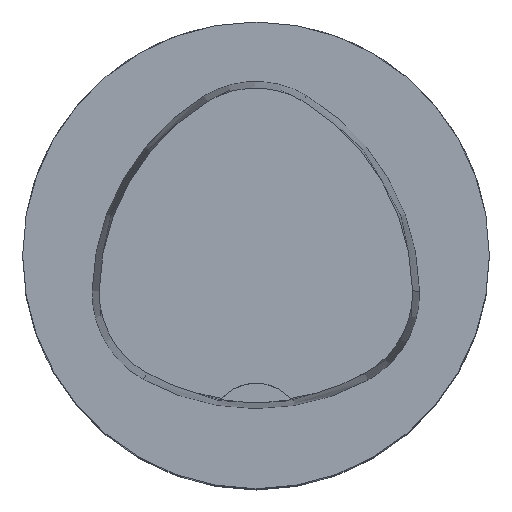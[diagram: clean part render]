
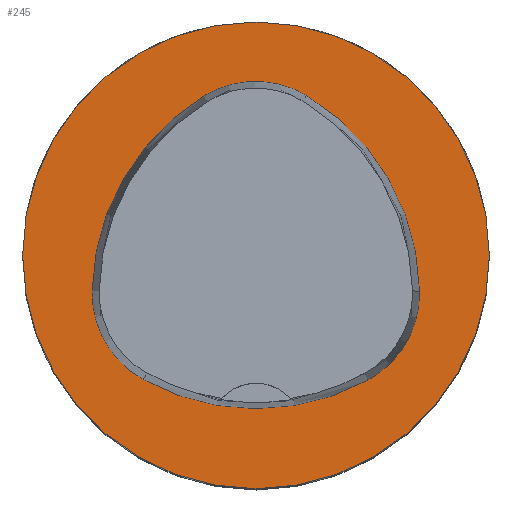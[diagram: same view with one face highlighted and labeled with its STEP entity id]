
A CAD part, top view. The second image highlights one B-rep face of the part: STEP entity #245.
In plain terms, the highlighted planar face has unit normal (0, 0, 1).
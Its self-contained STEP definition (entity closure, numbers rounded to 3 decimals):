
#209=PLANE('',#686);
#245=ADVANCED_FACE('',(#294,#295),#209,.T.);
#294=FACE_BOUND('',#338,.T.);
#295=FACE_BOUND('',#339,.T.);
#338=EDGE_LOOP('',(#425,#426,#427,#428,#429,#430));
#339=EDGE_LOOP('',(#431));
#425=ORIENTED_EDGE('',*,*,#571,.T.);
#426=ORIENTED_EDGE('',*,*,#551,.T.);
#427=ORIENTED_EDGE('',*,*,#555,.T.);
#428=ORIENTED_EDGE('',*,*,#558,.T.);
#429=ORIENTED_EDGE('',*,*,#561,.T.);
#430=ORIENTED_EDGE('',*,*,#569,.T.);
#431=ORIENTED_EDGE('',*,*,#574,.F.);
#503=VERTEX_POINT('',#938);
#504=VERTEX_POINT('',#939);
#507=VERTEX_POINT('',#947);
#509=VERTEX_POINT('',#953);
#511=VERTEX_POINT('',#959);
#518=VERTEX_POINT('',#980);
#519=VERTEX_POINT('',#990);
#551=EDGE_CURVE('',#503,#504,#615,.T.);
#555=EDGE_CURVE('',#504,#507,#617,.T.);
#558=EDGE_CURVE('',#507,#509,#619,.T.);
#561=EDGE_CURVE('',#509,#511,#621,.T.);
#569=EDGE_CURVE('',#511,#518,#625,.T.);
#571=EDGE_CURVE('',#518,#503,#627,.T.);
#574=EDGE_CURVE('',#519,#519,#630,.T.);
#615=CIRCLE('',#663,20.);
#617=CIRCLE('',#666,8.5);
#619=CIRCLE('',#669,20.);
#621=CIRCLE('',#672,8.5);
#625=CIRCLE('',#677,20.);
#627=CIRCLE('',#680,8.5);
#630=CIRCLE('',#685,20.);
#663=AXIS2_PLACEMENT_3D('',#937,#773,#774);
#666=AXIS2_PLACEMENT_3D('',#946,#781,#782);
#669=AXIS2_PLACEMENT_3D('',#952,#788,#789);
#672=AXIS2_PLACEMENT_3D('',#958,#795,#796);
#677=AXIS2_PLACEMENT_3D('',#981,#807,#808);
#680=AXIS2_PLACEMENT_3D('',#984,#813,#814);
#685=AXIS2_PLACEMENT_3D('',#989,#823,#824);
#686=AXIS2_PLACEMENT_3D('',#991,#825,#826);
#773=DIRECTION('',(0.,0.,-1.));
#774=DIRECTION('',(-1.,0.,0.));
#781=DIRECTION('',(0.,0.,-1.));
#782=DIRECTION('',(-1.,0.,0.));
#788=DIRECTION('',(0.,0.,-1.));
#789=DIRECTION('',(-1.,0.,0.));
#795=DIRECTION('',(0.,0.,-1.));
#796=DIRECTION('',(-1.,0.,0.));
#807=DIRECTION('',(0.,0.,-1.));
#808=DIRECTION('',(-1.,0.,0.));
#813=DIRECTION('',(0.,0.,-1.));
#814=DIRECTION('',(-1.,0.,0.));
#823=DIRECTION('',(0.,0.,-1.));
#824=DIRECTION('',(-1.,0.,0.));
#825=DIRECTION('',(0.,0.,1.));
#826=DIRECTION('',(1.,0.,0.));
#937=CARTESIAN_POINT('',(5.955,-3.414,0.));
#938=CARTESIAN_POINT('',(-14.041,-3.042,0.));
#939=CARTESIAN_POINT('',(-4.472,13.653,0.));
#946=CARTESIAN_POINT('',(-0.04,6.4,0.));
#947=CARTESIAN_POINT('',(4.347,13.68,0.));
#952=CARTESIAN_POINT('',(-5.976,-3.45,0.));
#953=CARTESIAN_POINT('',(14.021,-3.075,0.));
#958=CARTESIAN_POINT('',(5.522,-3.235,0.));
#959=CARTESIAN_POINT('',(9.588,-10.699,0.));
#980=CARTESIAN_POINT('',(-9.655,-10.639,0.));
#981=CARTESIAN_POINT('',(0.022,6.864,0.));
#984=CARTESIAN_POINT('',(-5.543,-3.2,0.));
#989=CARTESIAN_POINT('',(0.,0.,0.));
#990=CARTESIAN_POINT('',(-20.,0.,0.));
#991=CARTESIAN_POINT('',(0.,0.,0.));
